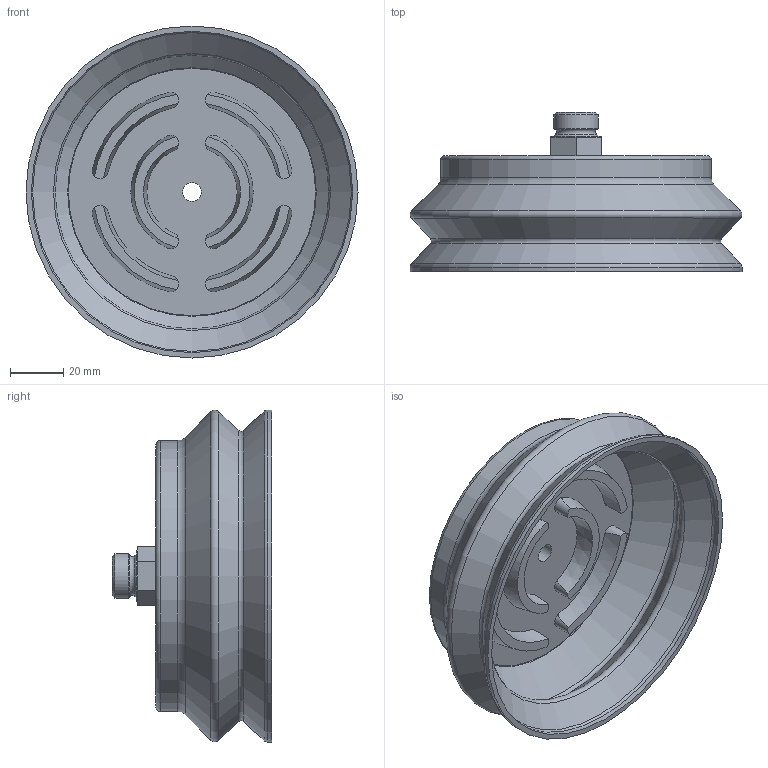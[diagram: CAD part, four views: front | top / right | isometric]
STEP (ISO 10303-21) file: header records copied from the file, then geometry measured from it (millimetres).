
FILE_DESCRIPTION(/* description */ ('STEP AP214'),/* implementation_level */ '2;1');
FILE_NAME(/* name */ '1387375_VASB-125-3_8-SI-B',/* time_stamp */ '2024-09-16T08:38:09+02:00',/* author */ ('License CC BY-ND 4.0'),/* organization */ ('CADENAS'),/* preprocessor_version */ 'ST-DEVELOPER v19.3',/* originating_system */ 'PARTsolutions',/* authorisation */ ' ');
FILE_SCHEMA (('AUTOMOTIVE_DESIGN {1 0 10303 214 3 1 1}'));
Length unit declared in the file: millimetre
Products named in the file (1): 1387375 VASB-125-3/8-SI-B
Bounding box: 125 x 60 x 125 mm (x, y, z)
Volume: 145344 mm3; surface area: 55616.5 mm2
Topology: 1 solids, 1 shells, 72 faces, 158 edges, 97 vertices
Faces by surface type: plane 23, cone 21, cylinder 18, torus 10
Full cylindrical faces by diameter (mm): 7 x1, 16.662 x1, 19 x1, 102 x1, 121 x1, 125 x1
Entity records: 2542 total; most frequent: CARTESIAN_POINT 515, DIRECTION 336, ORIENTED_EDGE 262, AXIS2_PLACEMENT_3D 156, EDGE_CURVE 131, EDGE_LOOP 108, FACE_BOUND 108, VERTEX_POINT 95
